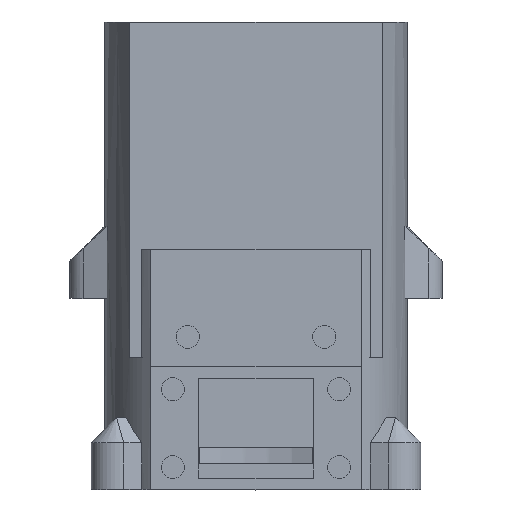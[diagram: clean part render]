
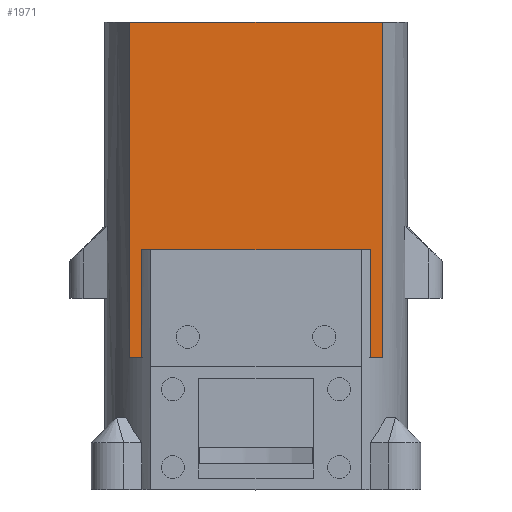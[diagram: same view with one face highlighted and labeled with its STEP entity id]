
A CAD part, top view. The second image highlights one B-rep face of the part: STEP entity #1971.
In plain terms, the highlighted planar face has unit normal (0, 0, 1).
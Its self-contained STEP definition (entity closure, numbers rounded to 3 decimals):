
#410 = VERTEX_POINT('',#411);
#411 = CARTESIAN_POINT('',(-17.523,38.3,11.574));
#412 = VERTEX_POINT('',#413);
#413 = CARTESIAN_POINT('',(17.523,38.3,11.574));
#420 = EDGE_CURVE('',#412,#410,#421,.T.);
#421 = LINE('',#422,#423);
#422 = CARTESIAN_POINT('',(50.,38.3,11.574));
#423 = VECTOR('',#424,1.);
#424 = DIRECTION('',(-1.,0.,0.));
#1402 = EDGE_CURVE('',#1403,#412,#1405,.T.);
#1403 = VERTEX_POINT('',#1404);
#1404 = CARTESIAN_POINT('',(17.523,-8.25,11.574));
#1405 = LINE('',#1406,#1407);
#1406 = CARTESIAN_POINT('',(17.523,38.3,11.574));
#1407 = VECTOR('',#1408,1.);
#1408 = DIRECTION('',(0.,1.,0.));
#1411 = EDGE_CURVE('',#1412,#410,#1414,.T.);
#1412 = VERTEX_POINT('',#1413);
#1413 = CARTESIAN_POINT('',(-17.523,-8.25,11.574));
#1414 = LINE('',#1415,#1416);
#1415 = CARTESIAN_POINT('',(-17.523,38.3,11.574));
#1416 = VECTOR('',#1417,1.);
#1417 = DIRECTION('',(0.,1.,0.));
#1971 = ADVANCED_FACE('',(#1972),#2015,.T.);
#1972 = FACE_BOUND('',#1973,.T.);
#1973 = EDGE_LOOP('',(#1974,#1982,#1983,#1984,#1985,#1993,#2001,#2009));
#1974 = ORIENTED_EDGE('',*,*,#1975,.F.);
#1975 = EDGE_CURVE('',#1403,#1976,#1978,.T.);
#1976 = VERTEX_POINT('',#1977);
#1977 = CARTESIAN_POINT('',(12.352,-8.25,11.574));
#1978 = LINE('',#1979,#1980);
#1979 = CARTESIAN_POINT('',(50.,-8.25,11.574));
#1980 = VECTOR('',#1981,1.);
#1981 = DIRECTION('',(-1.,0.,0.));
#1982 = ORIENTED_EDGE('',*,*,#1402,.T.);
#1983 = ORIENTED_EDGE('',*,*,#420,.T.);
#1984 = ORIENTED_EDGE('',*,*,#1411,.F.);
#1985 = ORIENTED_EDGE('',*,*,#1986,.F.);
#1986 = EDGE_CURVE('',#1987,#1412,#1989,.T.);
#1987 = VERTEX_POINT('',#1988);
#1988 = CARTESIAN_POINT('',(-12.352,-8.25,11.574));
#1989 = LINE('',#1990,#1991);
#1990 = CARTESIAN_POINT('',(50.,-8.25,11.574));
#1991 = VECTOR('',#1992,1.);
#1992 = DIRECTION('',(-1.,0.,0.));
#1993 = ORIENTED_EDGE('',*,*,#1994,.T.);
#1994 = EDGE_CURVE('',#1987,#1995,#1997,.T.);
#1995 = VERTEX_POINT('',#1996);
#1996 = CARTESIAN_POINT('',(-12.352,6.75,11.574));
#1997 = LINE('',#1998,#1999);
#1998 = CARTESIAN_POINT('',(-12.352,-8.25,11.574));
#1999 = VECTOR('',#2000,1.);
#2000 = DIRECTION('',(0.,1.,0.));
#2001 = ORIENTED_EDGE('',*,*,#2002,.F.);
#2002 = EDGE_CURVE('',#2003,#1995,#2005,.T.);
#2003 = VERTEX_POINT('',#2004);
#2004 = CARTESIAN_POINT('',(12.352,6.75,11.574));
#2005 = LINE('',#2006,#2007);
#2006 = CARTESIAN_POINT('',(12.352,6.75,11.574));
#2007 = VECTOR('',#2008,1.);
#2008 = DIRECTION('',(-1.,0.,0.));
#2009 = ORIENTED_EDGE('',*,*,#2010,.F.);
#2010 = EDGE_CURVE('',#1976,#2003,#2011,.T.);
#2011 = LINE('',#2012,#2013);
#2012 = CARTESIAN_POINT('',(12.352,-8.25,11.574));
#2013 = VECTOR('',#2014,1.);
#2014 = DIRECTION('',(0.,1.,0.));
#2015 = PLANE('',#2016);
#2016 = AXIS2_PLACEMENT_3D('',#2017,#2018,#2019);
#2017 = CARTESIAN_POINT('',(50.,38.3,11.574));
#2018 = DIRECTION('',(0.,0.,1.));
#2019 = DIRECTION('',(0.,-1.,0.));
